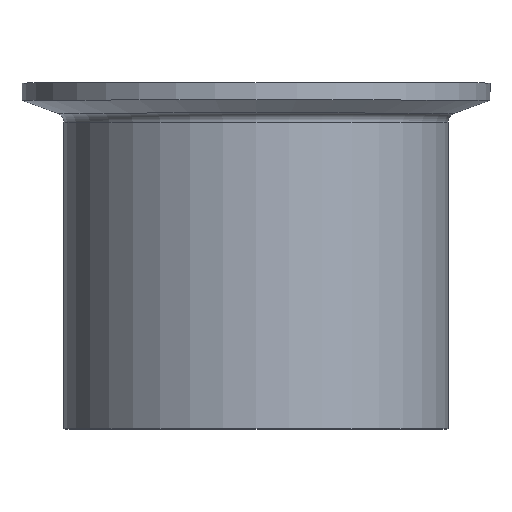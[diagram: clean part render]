
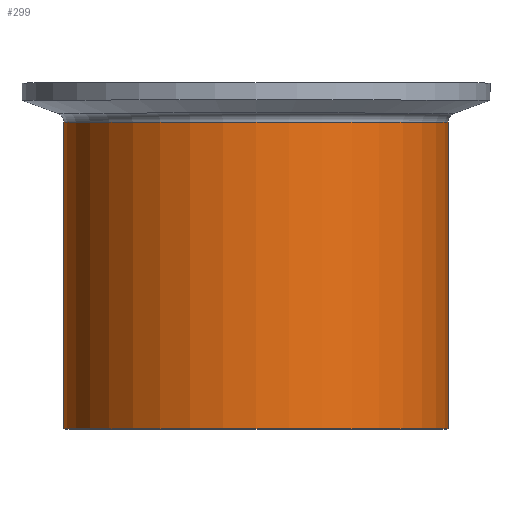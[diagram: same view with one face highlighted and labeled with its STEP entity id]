
A CAD part, top view. The second image highlights one B-rep face of the part: STEP entity #299.
In plain terms, the highlighted cylindrical face has radius 31.75 mm (diameter 63.5 mm), a partial arc.
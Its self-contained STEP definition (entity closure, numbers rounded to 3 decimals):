
#36 = DIRECTION ( 'NONE',  ( 0., 1., 0. ) ) ;
#52 = VERTEX_POINT ( 'NONE', #155 ) ;
#73 = DIRECTION ( 'NONE',  ( -1., 0., 0. ) ) ;
#136 = LINE ( 'NONE', #590, #294 ) ;
#151 = AXIS2_PLACEMENT_3D ( 'NONE', #282, #230, #73 ) ;
#155 = CARTESIAN_POINT ( 'NONE',  ( 51.337, -83.06, 0. ) ) ;
#171 = CARTESIAN_POINT ( 'NONE',  ( 51.337, -32.358, 0. ) ) ;
#189 = CARTESIAN_POINT ( 'NONE',  ( 51.337, -25.863, 0. ) ) ;
#190 = CIRCLE ( 'NONE', #483, 31.75 ) ;
#208 = EDGE_CURVE ( 'NONE', #408, #52, #190, .T. ) ;
#210 = VERTEX_POINT ( 'NONE', #171 ) ;
#230 = DIRECTION ( 'NONE',  ( 0., 1., 0. ) ) ;
#239 = VECTOR ( 'NONE', #36, 1000. ) ;
#242 = ORIENTED_EDGE ( 'NONE', *, *, #443, .T. ) ;
#256 = CYLINDRICAL_SURFACE ( 'NONE', #151, 31.75 ) ;
#261 = ORIENTED_EDGE ( 'NONE', *, *, #516, .F. ) ;
#282 = CARTESIAN_POINT ( 'NONE',  ( 19.587, -25.863, 0. ) ) ;
#285 = DIRECTION ( 'NONE',  ( 0., 1., 0. ) ) ;
#294 = VECTOR ( 'NONE', #651, 1000. ) ;
#299 = ADVANCED_FACE ( 'NONE', ( #669 ), #256, .T. ) ;
#306 = DIRECTION ( 'NONE',  ( 0., 1., 0. ) ) ;
#353 = LINE ( 'NONE', #189, #239 ) ;
#384 = DIRECTION ( 'NONE',  ( -1., 0., 0. ) ) ;
#408 = VERTEX_POINT ( 'NONE', #566 ) ;
#430 = CARTESIAN_POINT ( 'NONE',  ( -12.163, -32.358, 0. ) ) ;
#443 = EDGE_CURVE ( 'NONE', #52, #210, #353, .T. ) ;
#445 = ORIENTED_EDGE ( 'NONE', *, *, #208, .T. ) ;
#447 = EDGE_LOOP ( 'NONE', ( #445, #242, #261, #579 ) ) ;
#483 = AXIS2_PLACEMENT_3D ( 'NONE', #668, #285, #384 ) ;
#516 = EDGE_CURVE ( 'NONE', #597, #210, #604, .T. ) ;
#552 = EDGE_CURVE ( 'NONE', #408, #597, #136, .T. ) ;
#566 = CARTESIAN_POINT ( 'NONE',  ( -12.163, -83.06, 0. ) ) ;
#579 = ORIENTED_EDGE ( 'NONE', *, *, #552, .F. ) ;
#587 = CARTESIAN_POINT ( 'NONE',  ( 19.587, -32.358, 0. ) ) ;
#590 = CARTESIAN_POINT ( 'NONE',  ( -12.163, -25.863, 0. ) ) ;
#597 = VERTEX_POINT ( 'NONE', #430 ) ;
#604 = CIRCLE ( 'NONE', #609, 31.75 ) ;
#609 = AXIS2_PLACEMENT_3D ( 'NONE', #587, #306, #642 ) ;
#642 = DIRECTION ( 'NONE',  ( -1., 0., 0. ) ) ;
#651 = DIRECTION ( 'NONE',  ( 0., 1., 0. ) ) ;
#668 = CARTESIAN_POINT ( 'NONE',  ( 19.587, -83.06, 0. ) ) ;
#669 = FACE_OUTER_BOUND ( 'NONE', #447, .T. ) ;
